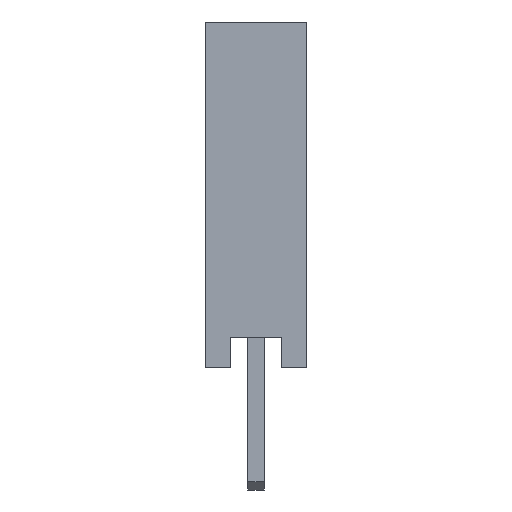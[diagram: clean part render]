
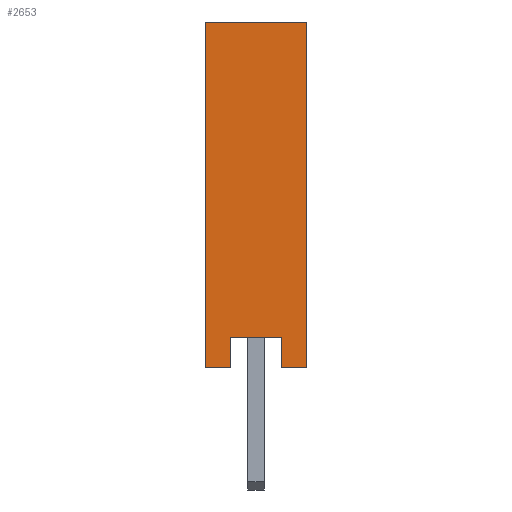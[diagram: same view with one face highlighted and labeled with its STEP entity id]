
A CAD part, front view. The second image highlights one B-rep face of the part: STEP entity #2653.
In plain terms, the highlighted planar face has unit normal (0, -1, 0).
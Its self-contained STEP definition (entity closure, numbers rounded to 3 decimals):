
#61=FACE_OUTER_BOUND('',#224,.T.);
#224=EDGE_LOOP('',(#1809,#1810,#1811,#1812,#1813,#1814,#1815,#1816));
#411=LINE('',#3763,#783);
#415=LINE('',#3774,#787);
#416=LINE('',#3776,#788);
#417=LINE('',#3778,#789);
#418=LINE('',#3780,#790);
#419=LINE('',#3781,#791);
#420=LINE('',#3783,#792);
#421=LINE('',#3784,#793);
#783=VECTOR('',#3054,10.);
#787=VECTOR('',#3066,10.);
#788=VECTOR('',#3067,10.);
#789=VECTOR('',#3068,10.);
#790=VECTOR('',#3069,10.);
#791=VECTOR('',#3070,10.);
#792=VECTOR('',#3071,10.);
#793=VECTOR('',#3072,10.);
#1140=VERTEX_POINT('',#3756);
#1143=VERTEX_POINT('',#3761);
#1145=VERTEX_POINT('',#3772);
#1146=VERTEX_POINT('',#3773);
#1147=VERTEX_POINT('',#3775);
#1148=VERTEX_POINT('',#3777);
#1149=VERTEX_POINT('',#3779);
#1150=VERTEX_POINT('',#3782);
#1395=EDGE_CURVE('',#1140,#1143,#411,.T.);
#1399=EDGE_CURVE('',#1145,#1146,#415,.T.);
#1400=EDGE_CURVE('',#1146,#1147,#416,.T.);
#1401=EDGE_CURVE('',#1147,#1148,#417,.T.);
#1402=EDGE_CURVE('',#1148,#1149,#418,.T.);
#1403=EDGE_CURVE('',#1149,#1140,#419,.T.);
#1404=EDGE_CURVE('',#1143,#1150,#420,.T.);
#1405=EDGE_CURVE('',#1150,#1145,#421,.T.);
#1809=ORIENTED_EDGE('',*,*,#1399,.T.);
#1810=ORIENTED_EDGE('',*,*,#1400,.T.);
#1811=ORIENTED_EDGE('',*,*,#1401,.T.);
#1812=ORIENTED_EDGE('',*,*,#1402,.T.);
#1813=ORIENTED_EDGE('',*,*,#1403,.T.);
#1814=ORIENTED_EDGE('',*,*,#1395,.T.);
#1815=ORIENTED_EDGE('',*,*,#1404,.T.);
#1816=ORIENTED_EDGE('',*,*,#1405,.T.);
#2491=PLANE('',#2840);
#2653=ADVANCED_FACE('',(#61),#2491,.T.);
#2840=AXIS2_PLACEMENT_3D('',#3771,#3064,#3065);
#3054=DIRECTION('',(-1.,0.,0.));
#3064=DIRECTION('center_axis',(0.,-1.,0.));
#3065=DIRECTION('ref_axis',(0.,0.,-1.));
#3066=DIRECTION('',(0.,0.,1.));
#3067=DIRECTION('',(1.,0.,0.));
#3068=DIRECTION('',(0.,0.,-1.));
#3069=DIRECTION('',(1.,0.,0.));
#3070=DIRECTION('',(0.,0.,1.));
#3071=DIRECTION('',(0.,0.,-1.));
#3072=DIRECTION('',(1.,0.,0.));
#3756=CARTESIAN_POINT('',(1.25,-7.62,8.5));
#3761=CARTESIAN_POINT('',(-1.25,-7.62,8.5));
#3763=CARTESIAN_POINT('',(-1.25,-7.62,8.5));
#3771=CARTESIAN_POINT('Origin',(0.,-7.62,4.25));
#3772=CARTESIAN_POINT('',(-0.625,-7.62,0.));
#3773=CARTESIAN_POINT('',(-0.625,-7.62,0.75));
#3774=CARTESIAN_POINT('',(-0.625,-7.62,0.75));
#3775=CARTESIAN_POINT('',(0.625,-7.62,0.75));
#3776=CARTESIAN_POINT('',(0.625,-7.62,0.75));
#3777=CARTESIAN_POINT('',(0.625,-7.62,0.));
#3778=CARTESIAN_POINT('',(0.625,-7.62,0.));
#3779=CARTESIAN_POINT('',(1.25,-7.62,0.));
#3780=CARTESIAN_POINT('',(1.25,-7.62,0.));
#3781=CARTESIAN_POINT('',(1.25,-7.62,8.5));
#3782=CARTESIAN_POINT('',(-1.25,-7.62,0.));
#3783=CARTESIAN_POINT('',(-1.25,-7.62,0.));
#3784=CARTESIAN_POINT('',(-0.625,-7.62,0.));
